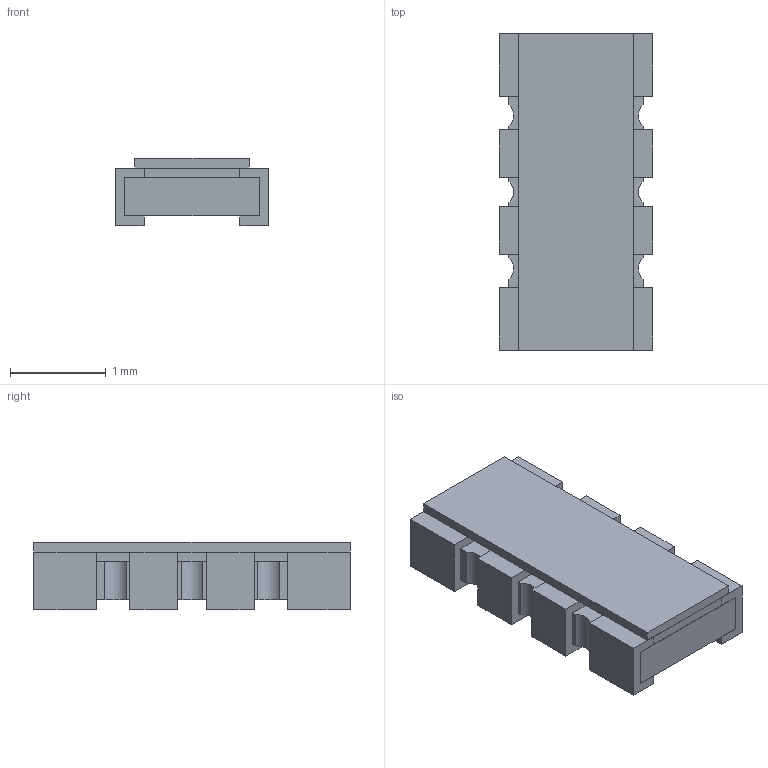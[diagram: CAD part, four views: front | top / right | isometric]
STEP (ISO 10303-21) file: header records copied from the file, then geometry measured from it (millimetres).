
FILE_DESCRIPTION((''),'2;1');
FILE_NAME('RN_YAGEO_YC164.stp','2010-10-12T17:14:53',(''),(''),'Mechanical Desktop 2010','Mechanical Desktop 2010',', , ');
FILE_SCHEMA(('AUTOMOTIVE_DESIGN { 1 2 10303 214 1 1 1 1 }'));
Length unit declared in the file: millimetre
Products named in the file (1): Product
Bounding box: 1.6 x 3.3 x 0.7 mm (x, y, z)
Volume: 3 mm3; surface area: 41 mm2
Topology: 11 solids, 11 shells, 110 faces, 264 edges, 176 vertices
Faces by surface type: plane 104, cylinder 6
Entity records: 3182 total; most frequent: CARTESIAN_POINT 551, ORIENTED_EDGE 528, DIRECTION 498, EDGE_CURVE 264, VECTOR 252, LINE 252, VERTEX_POINT 176, AXIS2_PLACEMENT_3D 123
